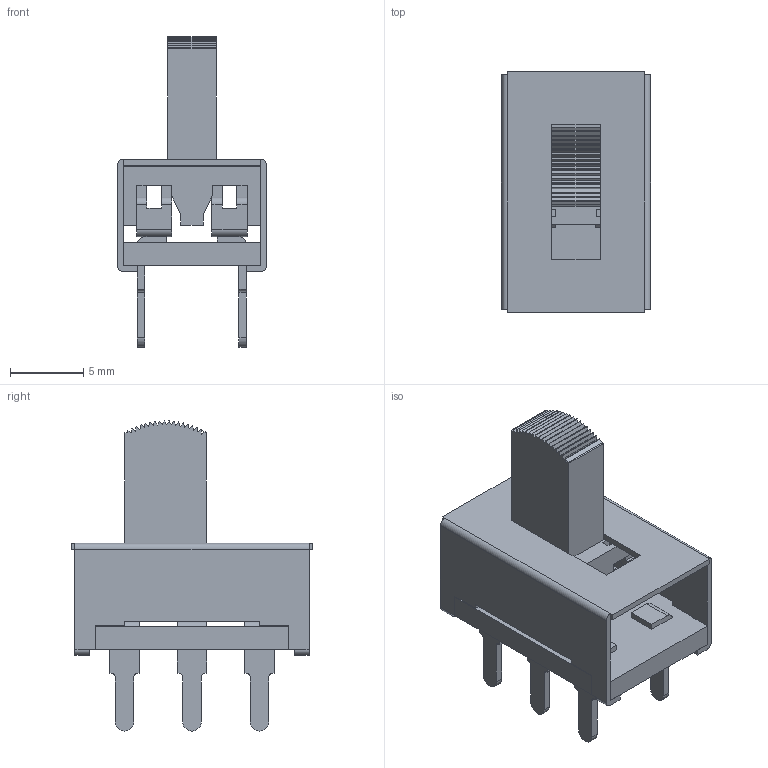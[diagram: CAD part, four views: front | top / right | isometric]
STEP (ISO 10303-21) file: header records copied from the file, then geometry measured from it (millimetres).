
FILE_DESCRIPTION(/* description */ (''),/* implementation_level */ '2;1');
FILE_NAME(/* name */ 'projects slider swich /gf1260312.step',/* time_stamp */ '2018-11-07T19:43:06+02:00',/* author */ ('ephinvb'),/* organization */ (''),/* preprocessor_version */ 'ST-DEVELOPER v17.2',/* originating_system */ 'Autodesk Translation Framework v7.6.0.251',/* authorisation */ '');
FILE_SCHEMA (('AUTOMOTIVE_DESIGN { 1 0 10303 214 3 1 1 }'));
Length unit declared in the file: millimetre
Products named in the file (12): Arcana switch; shell; pins; Component4; Component5; Component6; Component7; Component8; Component9; pcb; knob ; Component13
Assembly tree (11 placements, depth 3):
  Arcana switch
    shell
    pins
      Component4
      Component5
      Component6
      Component7
      Component8
      Component9
    pcb
    knob 
    Component13
Bounding box: 10.16 x 16.38 x 21.13 mm (x, y, z)
Volume: 776.4 mm3; surface area: 2057.5 mm2
Topology: 12 solids, 12 shells, 652 faces, 1831 edges, 1214 vertices
Faces by surface type: plane 410, bspline 155, cylinder 87
Entity records: 22719 total; most frequent: CARTESIAN_POINT 6356, ORIENTED_EDGE 3662, DIRECTION 2737, EDGE_CURVE 1831, LINE 1347, VECTOR 1347, VERTEX_POINT 1214, AXIS2_PLACEMENT_3D 695
